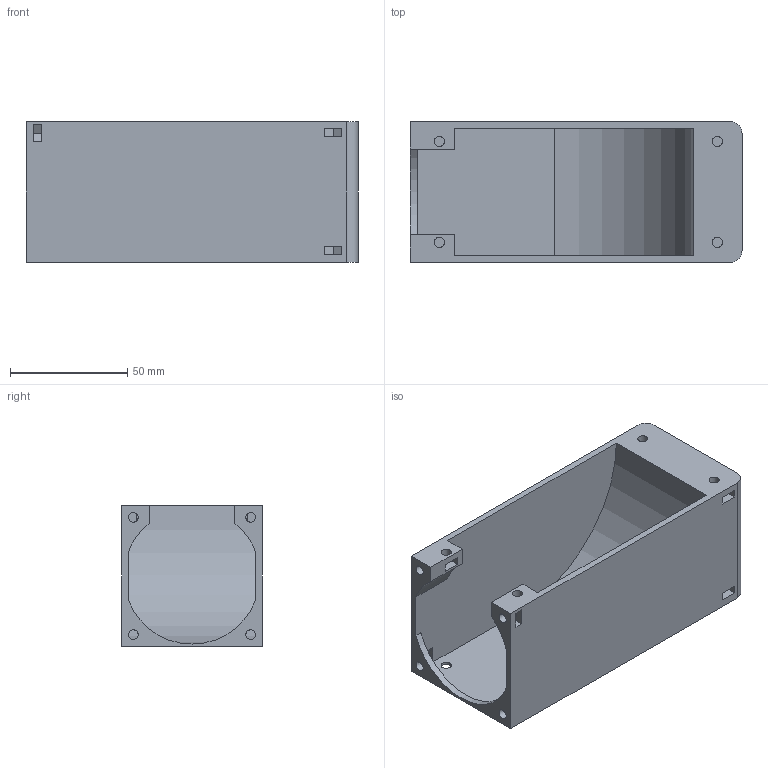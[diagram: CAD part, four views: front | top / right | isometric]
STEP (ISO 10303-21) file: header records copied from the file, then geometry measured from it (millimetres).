
FILE_DESCRIPTION(/* description */ (''),/* implementation_level */ '2;1');
FILE_NAME(/* name */ 'PTC heater box.step',/* time_stamp */ '2022-05-07T19:44:25+08:00',/* author */ (''),/* organization */ (''),/* preprocessor_version */ 'ST-DEVELOPER v18.1',/* originating_system */ 'Autodesk Translation Framework v10.14.0.1471',/* authorisation */ '');
FILE_SCHEMA (('AUTOMOTIVE_DESIGN { 1 0 10303 214 3 1 1 }'));
Length unit declared in the file: millimetre
Products named in the file (1): mount
Bounding box: 141.4 x 60 x 60 mm (x, y, z)
Volume: 164167.3 mm3; surface area: 55435.6 mm2
Topology: 1 solids, 1 shells, 91 faces, 236 edges, 157 vertices
Faces by surface type: plane 71, cylinder 20
Full cylindrical faces by diameter (mm): 4.2 x6, 4.3 x8
Entity records: 2844 total; most frequent: CARTESIAN_POINT 485, ORIENTED_EDGE 472, DIRECTION 461, EDGE_CURVE 236, LINE 195, VECTOR 195, VERTEX_POINT 157, AXIS2_PLACEMENT_3D 133
